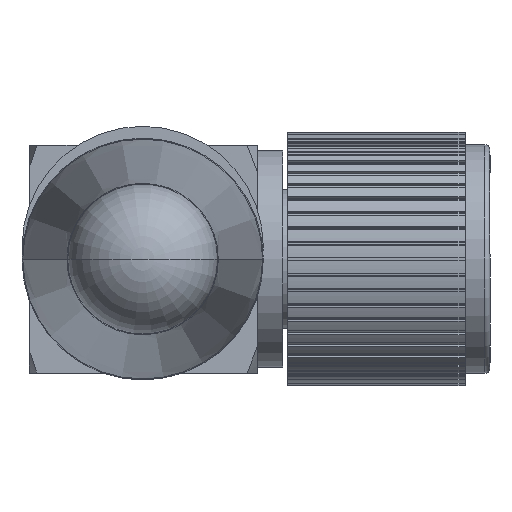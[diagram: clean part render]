
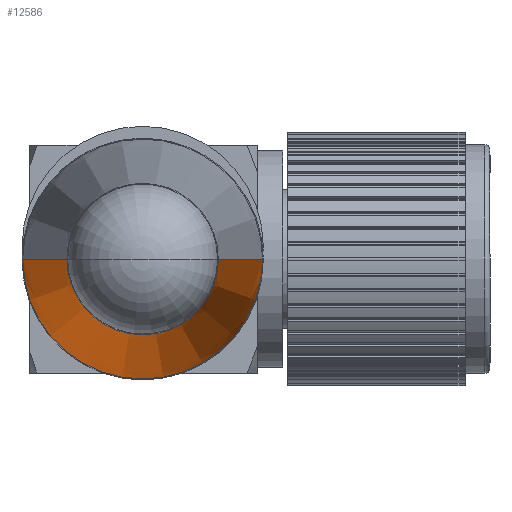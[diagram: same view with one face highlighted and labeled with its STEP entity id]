
A CAD part, left-side view. The second image highlights one B-rep face of the part: STEP entity #12586.
In plain terms, the highlighted conical face has half-angle 3.046 degrees and reference radius 4.763 mm.
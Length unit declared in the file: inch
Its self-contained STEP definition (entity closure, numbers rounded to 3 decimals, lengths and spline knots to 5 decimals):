
#288 = AXIS2_PLACEMENT_3D ( 'NONE', #2528, #1781, #8896 ) ;
#743 = CARTESIAN_POINT ( 'NONE',  ( -0.8925, -0.11763, 0. ) ) ;
#941 = VERTEX_POINT ( 'NONE', #2119 ) ;
#1463 = ORIENTED_EDGE ( 'NONE', *, *, #4683, .T. ) ;
#1714 = CARTESIAN_POINT ( 'NONE',  ( 0.4204, 0.1875, 0. ) ) ;
#1781 = DIRECTION ( 'NONE',  ( -1., 0., 0. ) ) ;
#2119 = CARTESIAN_POINT ( 'NONE',  ( -0.8925, 0.11763, 0. ) ) ;
#2276 = DIRECTION ( 'NONE',  ( 1., 0., 0. ) ) ;
#2528 = CARTESIAN_POINT ( 'NONE',  ( 0.39915, 0., 0. ) ) ;
#2631 = EDGE_CURVE ( 'NONE', #3290, #9292, #11866, .T. ) ;
#2876 = DIRECTION ( 'NONE',  ( 0.999, 0.053, 0. ) ) ;
#3290 = VERTEX_POINT ( 'NONE', #743 ) ;
#4110 = CIRCLE ( 'NONE', #12958, 0.11763 ) ;
#4304 = ORIENTED_EDGE ( 'NONE', *, *, #2631, .F. ) ;
#4683 = EDGE_CURVE ( 'NONE', #9735, #9292, #11947, .T. ) ;
#5547 = EDGE_CURVE ( 'NONE', #941, #9735, #5808, .T. ) ;
#5808 = LINE ( 'NONE', #1714, #11335 ) ;
#6208 = CARTESIAN_POINT ( 'NONE',  ( 0.39915, -0.18637, 0. ) ) ;
#6687 = EDGE_LOOP ( 'NONE', ( #4304, #7511, #11132, #1463 ) ) ;
#7058 = AXIS2_PLACEMENT_3D ( 'NONE', #7276, #11727, #8416 ) ;
#7276 = CARTESIAN_POINT ( 'NONE',  ( 0.4204, 0., 0. ) ) ;
#7491 = CARTESIAN_POINT ( 'NONE',  ( 0.4204, -0.1875, 0. ) ) ;
#7511 = ORIENTED_EDGE ( 'NONE', *, *, #8775, .T. ) ;
#7923 = VECTOR ( 'NONE', #11676, 39.37008 ) ;
#8169 = DIRECTION ( 'NONE',  ( 0., 1., 0. ) ) ;
#8416 = DIRECTION ( 'NONE',  ( 0., 1., 0. ) ) ;
#8775 = EDGE_CURVE ( 'NONE', #3290, #941, #4110, .T. ) ;
#8896 = DIRECTION ( 'NONE',  ( 0., -1., 0. ) ) ;
#9292 = VERTEX_POINT ( 'NONE', #6208 ) ;
#9735 = VERTEX_POINT ( 'NONE', #12761 ) ;
#10928 = CONICAL_SURFACE ( 'NONE', #7058, 0.1875, 0.053 ) ;
#11132 = ORIENTED_EDGE ( 'NONE', *, *, #5547, .T. ) ;
#11326 = FACE_OUTER_BOUND ( 'NONE', #6687, .T. ) ;
#11335 = VECTOR ( 'NONE', #2876, 39.37008 ) ;
#11676 = DIRECTION ( 'NONE',  ( 0.999, -0.053, 0. ) ) ;
#11727 = DIRECTION ( 'NONE',  ( 1., 0., 0. ) ) ;
#11866 = LINE ( 'NONE', #7491, #7923 ) ;
#11947 = CIRCLE ( 'NONE', #288, 0.18637 ) ;
#12424 = CARTESIAN_POINT ( 'NONE',  ( -0.8925, 0., 0. ) ) ;
#12586 = ADVANCED_FACE ( 'NONE', ( #11326 ), #10928, .T. ) ;
#12761 = CARTESIAN_POINT ( 'NONE',  ( 0.39915, 0.18637, 0. ) ) ;
#12958 = AXIS2_PLACEMENT_3D ( 'NONE', #12424, #2276, #8169 ) ;
